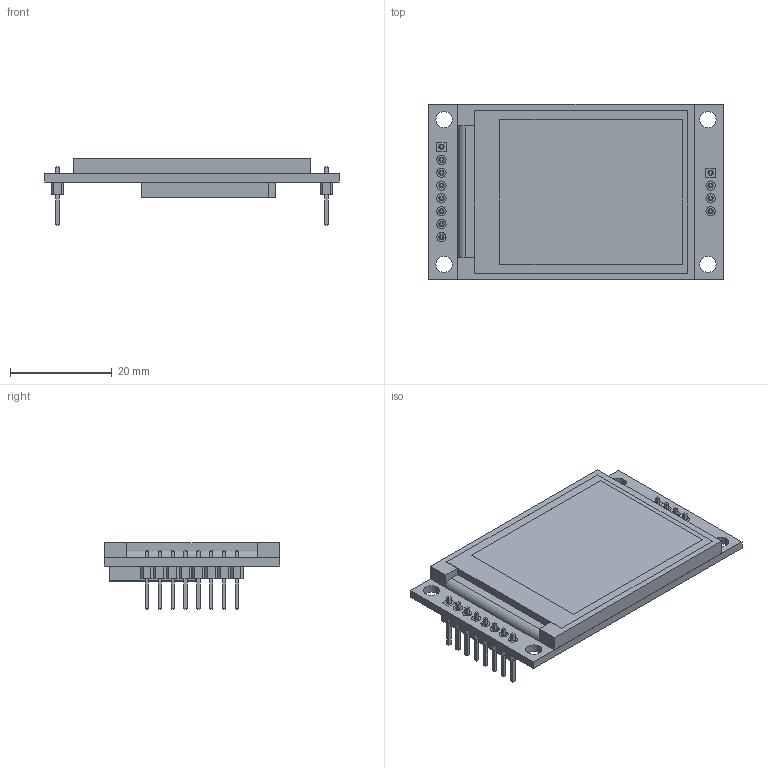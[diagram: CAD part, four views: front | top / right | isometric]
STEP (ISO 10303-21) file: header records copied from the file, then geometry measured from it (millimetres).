
FILE_DESCRIPTION(('FreeCAD Model'),'2;1');
FILE_NAME('Open CASCADE Shape Model','2023-02-09T17:12:05',('Author'),( ''),'Open CASCADE STEP processor 7.6','FreeCAD','Unknown');
FILE_SCHEMA(('AUTOMOTIVE_DESIGN { 1 0 10303 214 1 1 1 1 }'));
Length unit declared in the file: millimetre
Products named in the file (4): Unnamed; 1.8 TFT 128x160 SPI1_001; 8pins1_001; 4pins1_001
Assembly tree (3 placements, depth 2):
  Unnamed
    1.8 TFT 128x160 SPI1_001
    8pins1_001
    4pins1_001
Bounding box: 58 x 34.5 x 13.14 mm (x, y, z)
Volume: 8777.2 mm3; surface area: 6258.4 mm2
Topology: 13 solids, 13 shells, 809 faces, 2017 edges, 1312 vertices
Faces by surface type: plane 551, bspline 182, cylinder 76
Entity records: 61467 total; most frequent: CARTESIAN_POINT 19210, DIRECTION 6341, LINE 4653, VECTOR 4653, ORIENTED_EDGE 4034, PCURVE 4034, DEFINITIONAL_REPRESENTATION 4034, EDGE_CURVE 2017
